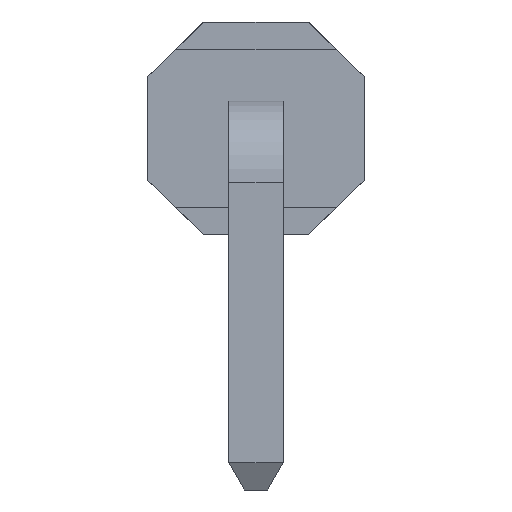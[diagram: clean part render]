
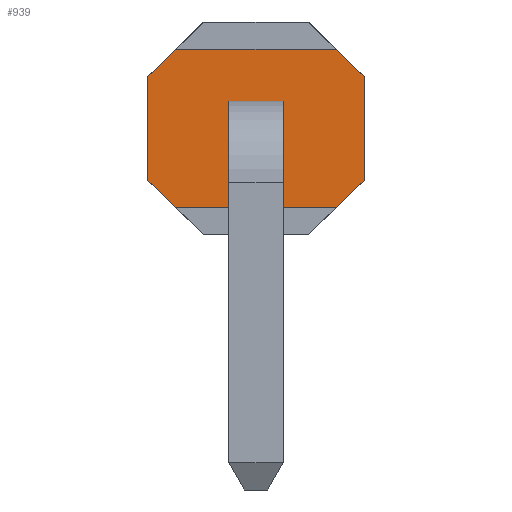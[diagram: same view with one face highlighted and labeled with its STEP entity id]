
A CAD part, front view. The second image highlights one B-rep face of the part: STEP entity #939.
In plain terms, the highlighted planar face has unit normal (0, -1, 0).
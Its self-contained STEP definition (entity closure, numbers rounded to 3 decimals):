
#13 = DIRECTION ( 'NONE',  ( 0., 0., -1. ) ) ;
#32 = VERTEX_POINT ( 'NONE', #1195 ) ;
#60 = CARTESIAN_POINT ( 'NONE',  ( 0.32, 2.18, 1.57 ) ) ;
#83 = VERTEX_POINT ( 'NONE', #931 ) ;
#86 = ORIENTED_EDGE ( 'NONE', *, *, #1516, .F. ) ;
#106 = DIRECTION ( 'NONE',  ( -1., 0., 0. ) ) ;
#128 = VECTOR ( 'NONE', #920, 1000. ) ;
#137 = EDGE_CURVE ( 'NONE', #601, #957, #821, .T. ) ;
#155 = LINE ( 'NONE', #1383, #1298 ) ;
#169 = VERTEX_POINT ( 'NONE', #1627 ) ;
#182 = DIRECTION ( 'NONE',  ( 0., 0., 1. ) ) ;
#197 = VERTEX_POINT ( 'NONE', #440 ) ;
#217 = CARTESIAN_POINT ( 'NONE',  ( -1.27, 2.18, 1.865 ) ) ;
#246 = FACE_BOUND ( 'NONE', #257, .T. ) ;
#249 = VECTOR ( 'NONE', #1135, 1000. ) ;
#257 = EDGE_LOOP ( 'NONE', ( #425, #301, #1343, #1495 ) ) ;
#284 = ORIENTED_EDGE ( 'NONE', *, *, #376, .T. ) ;
#301 = ORIENTED_EDGE ( 'NONE', *, *, #671, .T. ) ;
#318 = CARTESIAN_POINT ( 'NONE',  ( 0.943, 2.18, 2.183 ) ) ;
#352 = CARTESIAN_POINT ( 'NONE',  ( 0., 2.18, 2.183 ) ) ;
#376 = EDGE_CURVE ( 'NONE', #601, #411, #1224, .T. ) ;
#385 = CARTESIAN_POINT ( 'NONE',  ( 0., 2.18, 0. ) ) ;
#395 = CARTESIAN_POINT ( 'NONE',  ( 1.27, 2.18, 1.865 ) ) ;
#411 = VERTEX_POINT ( 'NONE', #838 ) ;
#425 = ORIENTED_EDGE ( 'NONE', *, *, #1124, .T. ) ;
#436 = DIRECTION ( 'NONE',  ( 0.718, 0., 0.696 ) ) ;
#440 = CARTESIAN_POINT ( 'NONE',  ( 1.27, 2.18, 0.635 ) ) ;
#460 = DIRECTION ( 'NONE',  ( 0., 0., -1. ) ) ;
#501 = CARTESIAN_POINT ( 'NONE',  ( -0.615, 2.18, 0. ) ) ;
#545 = EDGE_CURVE ( 'NONE', #197, #992, #1574, .T. ) ;
#563 = CARTESIAN_POINT ( 'NONE',  ( 1.27, 2.18, 0.635 ) ) ;
#570 = LINE ( 'NONE', #1160, #1386 ) ;
#601 = VERTEX_POINT ( 'NONE', #318 ) ;
#611 = CARTESIAN_POINT ( 'NONE',  ( -1.27, 2.18, 0. ) ) ;
#614 = LINE ( 'NONE', #501, #1362 ) ;
#623 = LINE ( 'NONE', #1504, #708 ) ;
#641 = DIRECTION ( 'NONE',  ( -0.718, 0., 0.696 ) ) ;
#651 = VERTEX_POINT ( 'NONE', #1499 ) ;
#671 = EDGE_CURVE ( 'NONE', #651, #760, #570, .T. ) ;
#686 = ORIENTED_EDGE ( 'NONE', *, *, #1302, .T. ) ;
#694 = AXIS2_PLACEMENT_3D ( 'NONE', #385, #1207, #13 ) ;
#708 = VECTOR ( 'NONE', #1293, 1000. ) ;
#711 = CARTESIAN_POINT ( 'NONE',  ( -0.32, 2.18, 0.93 ) ) ;
#716 = ORIENTED_EDGE ( 'NONE', *, *, #1275, .T. ) ;
#760 = VERTEX_POINT ( 'NONE', #60 ) ;
#809 = ORIENTED_EDGE ( 'NONE', *, *, #813, .F. ) ;
#813 = EDGE_CURVE ( 'NONE', #32, #169, #614, .T. ) ;
#819 = VECTOR ( 'NONE', #106, 1000. ) ;
#821 = LINE ( 'NONE', #1078, #128 ) ;
#838 = CARTESIAN_POINT ( 'NONE',  ( -0.943, 2.18, 2.183 ) ) ;
#871 = VECTOR ( 'NONE', #182, 1000. ) ;
#920 = DIRECTION ( 'NONE',  ( 0.718, 0., -0.696 ) ) ;
#921 = CARTESIAN_POINT ( 'NONE',  ( 1.27, 2.18, 1.865 ) ) ;
#931 = CARTESIAN_POINT ( 'NONE',  ( -0.32, 2.18, 0.93 ) ) ;
#939 = ADVANCED_FACE ( 'NONE', ( #246, #1566 ), #1461, .T. ) ;
#949 = LINE ( 'NONE', #1153, #249 ) ;
#953 = VECTOR ( 'NONE', #1168, 1000. ) ;
#957 = VERTEX_POINT ( 'NONE', #395 ) ;
#971 = ORIENTED_EDGE ( 'NONE', *, *, #545, .F. ) ;
#992 = VERTEX_POINT ( 'NONE', #1248 ) ;
#1024 = LINE ( 'NONE', #711, #871 ) ;
#1029 = CARTESIAN_POINT ( 'NONE',  ( 0., 2.18, 0.93 ) ) ;
#1057 = LINE ( 'NONE', #921, #1208 ) ;
#1073 = DIRECTION ( 'NONE',  ( 0., 0., -1. ) ) ;
#1078 = CARTESIAN_POINT ( 'NONE',  ( 0.615, 2.18, 2.5 ) ) ;
#1112 = DIRECTION ( 'NONE',  ( -0.718, 0., -0.696 ) ) ;
#1124 = EDGE_CURVE ( 'NONE', #83, #651, #1024, .T. ) ;
#1135 = DIRECTION ( 'NONE',  ( 1., 0., 0. ) ) ;
#1137 = LINE ( 'NONE', #1029, #953 ) ;
#1153 = CARTESIAN_POINT ( 'NONE',  ( 0., 2.18, 0.317 ) ) ;
#1160 = CARTESIAN_POINT ( 'NONE',  ( 0., 2.18, 1.57 ) ) ;
#1168 = DIRECTION ( 'NONE',  ( -1., 0., 0. ) ) ;
#1178 = CARTESIAN_POINT ( 'NONE',  ( 0.32, 2.18, 0.93 ) ) ;
#1195 = CARTESIAN_POINT ( 'NONE',  ( -0.942, 2.18, 0.317 ) ) ;
#1207 = DIRECTION ( 'NONE',  ( 0., -1., 0. ) ) ;
#1208 = VECTOR ( 'NONE', #1073, 1000. ) ;
#1224 = LINE ( 'NONE', #352, #819 ) ;
#1236 = VECTOR ( 'NONE', #1112, 1000. ) ;
#1241 = VERTEX_POINT ( 'NONE', #217 ) ;
#1248 = CARTESIAN_POINT ( 'NONE',  ( 0.942, 2.18, 0.317 ) ) ;
#1275 = EDGE_CURVE ( 'NONE', #32, #992, #949, .T. ) ;
#1293 = DIRECTION ( 'NONE',  ( 0., 0., -1. ) ) ;
#1298 = VECTOR ( 'NONE', #436, 1000. ) ;
#1302 = EDGE_CURVE ( 'NONE', #1241, #169, #1629, .T. ) ;
#1304 = EDGE_LOOP ( 'NONE', ( #1705, #284, #86, #686, #809, #716, #971, #1702 ) ) ;
#1343 = ORIENTED_EDGE ( 'NONE', *, *, #1459, .T. ) ;
#1362 = VECTOR ( 'NONE', #641, 1000. ) ;
#1383 = CARTESIAN_POINT ( 'NONE',  ( -1.27, 2.18, 1.865 ) ) ;
#1386 = VECTOR ( 'NONE', #1648, 1000. ) ;
#1459 = EDGE_CURVE ( 'NONE', #760, #1489, #623, .T. ) ;
#1461 = PLANE ( 'NONE',  #694 ) ;
#1485 = VECTOR ( 'NONE', #460, 1000. ) ;
#1489 = VERTEX_POINT ( 'NONE', #1178 ) ;
#1495 = ORIENTED_EDGE ( 'NONE', *, *, #1562, .T. ) ;
#1499 = CARTESIAN_POINT ( 'NONE',  ( -0.32, 2.18, 1.57 ) ) ;
#1504 = CARTESIAN_POINT ( 'NONE',  ( 0.32, 2.18, 1.57 ) ) ;
#1516 = EDGE_CURVE ( 'NONE', #1241, #411, #155, .T. ) ;
#1562 = EDGE_CURVE ( 'NONE', #1489, #83, #1137, .T. ) ;
#1566 = FACE_OUTER_BOUND ( 'NONE', #1304, .T. ) ;
#1574 = LINE ( 'NONE', #563, #1236 ) ;
#1627 = CARTESIAN_POINT ( 'NONE',  ( -1.27, 2.18, 0.635 ) ) ;
#1629 = LINE ( 'NONE', #611, #1485 ) ;
#1648 = DIRECTION ( 'NONE',  ( 1., 0., 0. ) ) ;
#1650 = EDGE_CURVE ( 'NONE', #957, #197, #1057, .T. ) ;
#1702 = ORIENTED_EDGE ( 'NONE', *, *, #1650, .F. ) ;
#1705 = ORIENTED_EDGE ( 'NONE', *, *, #137, .F. ) ;
